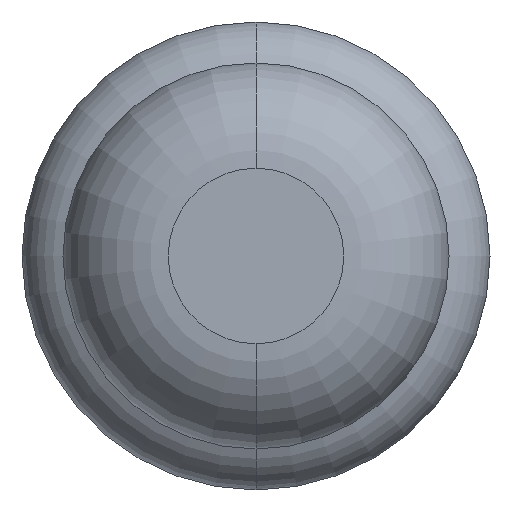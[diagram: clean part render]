
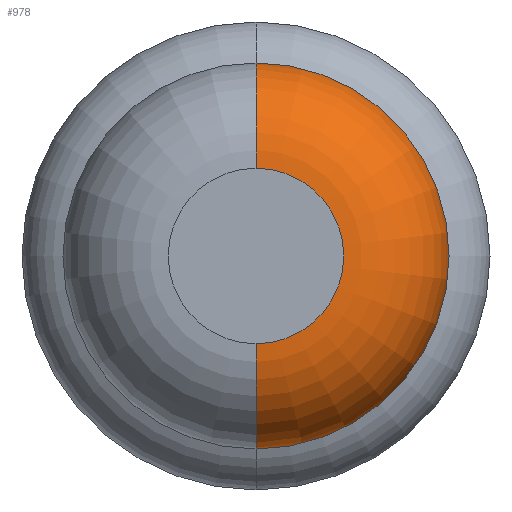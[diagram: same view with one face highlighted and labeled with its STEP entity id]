
A CAD part, front view. The second image highlights one B-rep face of the part: STEP entity #978.
In plain terms, the highlighted toroidal (fillet/blend) face has major radius 0.375 mm and minor radius 0.45 mm.
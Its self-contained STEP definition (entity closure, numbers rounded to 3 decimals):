
#170 = VERTEX_POINT ( 'NONE', #1762 ) ;
#214 = DIRECTION ( 'NONE',  ( 0., 0., 1. ) ) ;
#225 = TOROIDAL_SURFACE ( 'NONE', #1414, 0.375, 0.45 ) ;
#325 = ORIENTED_EDGE ( 'NONE', *, *, #3688, .F. ) ;
#361 = VERTEX_POINT ( 'NONE', #3748 ) ;
#410 = FACE_OUTER_BOUND ( 'NONE', #3920, .T. ) ;
#439 = DIRECTION ( 'NONE',  ( 1., 0., 0. ) ) ;
#537 = CARTESIAN_POINT ( 'NONE',  ( 0., -24., 0. ) ) ;
#586 = EDGE_CURVE ( 'Defeature ausgef�hrt1_7+Defeature ausgef�hrt1_6+Defeature ausgef�hrt1_6+Defeature ausgef�hrt1_6', #1998, #170, #1723, .T. ) ;
#725 = CARTESIAN_POINT ( 'NONE',  ( 0., -24., -0.375 ) ) ;
#820 = ORIENTED_EDGE ( 'NONE', *, *, #3260, .T. ) ;
#841 = CARTESIAN_POINT ( 'NONE',  ( 0., -23.55, 0. ) ) ;
#978 = ADVANCED_FACE ( 'Defeature ausgef�hrt1_6', ( #410 ), #225, .T. ) ;
#1392 = ORIENTED_EDGE ( 'NONE', *, *, #3080, .T. ) ;
#1414 = AXIS2_PLACEMENT_3D ( 'NONE', #3083, #2601, #2583 ) ;
#1471 = AXIS2_PLACEMENT_3D ( 'NONE', #841, #2665, #3909 ) ;
#1711 = DIRECTION ( 'NONE',  ( 0., 0., -1. ) ) ;
#1723 = CIRCLE ( 'NONE', #1471, 0.825 ) ;
#1762 = CARTESIAN_POINT ( 'NONE',  ( 0., -23.55, -0.825 ) ) ;
#1871 = CIRCLE ( 'NONE', #3789, 0.45 ) ;
#1912 = ORIENTED_EDGE ( 'NONE', *, *, #586, .F. ) ;
#1946 = AXIS2_PLACEMENT_3D ( 'NONE', #537, #2996, #214 ) ;
#1971 = CARTESIAN_POINT ( 'NONE',  ( 0., -23.55, 0.825 ) ) ;
#1998 = VERTEX_POINT ( 'NONE', #1971 ) ;
#2215 = AXIS2_PLACEMENT_3D ( 'NONE', #2598, #439, #1711 ) ;
#2489 = CIRCLE ( 'NONE', #2215, 0.45 ) ;
#2515 = CARTESIAN_POINT ( 'NONE',  ( 0., -23.55, 0.375 ) ) ;
#2583 = DIRECTION ( 'NONE',  ( 0., 0., 1. ) ) ;
#2598 = CARTESIAN_POINT ( 'NONE',  ( 0., -23.55, -0.375 ) ) ;
#2601 = DIRECTION ( 'NONE',  ( 0., 1., 0. ) ) ;
#2665 = DIRECTION ( 'NONE',  ( 0., 1., 0. ) ) ;
#2771 = VERTEX_POINT ( 'NONE', #725 ) ;
#2996 = DIRECTION ( 'NONE',  ( 0., 1., 0. ) ) ;
#3080 = EDGE_CURVE ( 'NONE', #2771, #170, #2489, .T. ) ;
#3083 = CARTESIAN_POINT ( 'NONE',  ( 0., -23.55, 0. ) ) ;
#3260 = EDGE_CURVE ( 'Defeature ausgef�hrt1_6+Defeature ausgef�hrt1_5+Defeature ausgef�hrt1_5+Defeature ausgef�hrt1_5', #361, #2771, #3925, .T. ) ;
#3416 = DIRECTION ( 'NONE',  ( 0., 0., 1. ) ) ;
#3688 = EDGE_CURVE ( 'NONE', #361, #1998, #1871, .T. ) ;
#3741 = DIRECTION ( 'NONE',  ( -1., 0., 0. ) ) ;
#3748 = CARTESIAN_POINT ( 'NONE',  ( 0., -24., 0.375 ) ) ;
#3789 = AXIS2_PLACEMENT_3D ( 'NONE', #2515, #3741, #3416 ) ;
#3909 = DIRECTION ( 'NONE',  ( 0., 0., 1. ) ) ;
#3920 = EDGE_LOOP ( 'NONE', ( #820, #1392, #1912, #325 ) ) ;
#3925 = CIRCLE ( 'NONE', #1946, 0.375 ) ;
